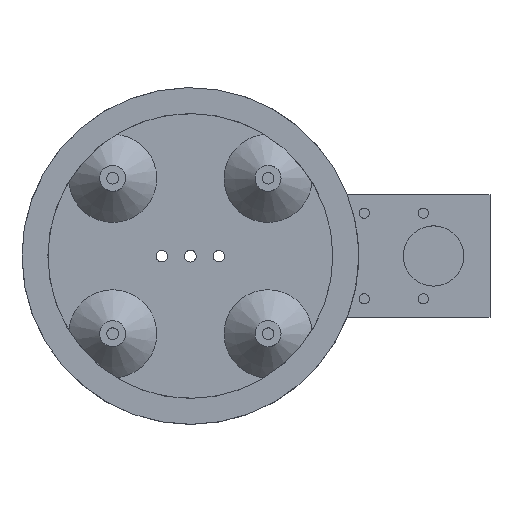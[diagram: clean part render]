
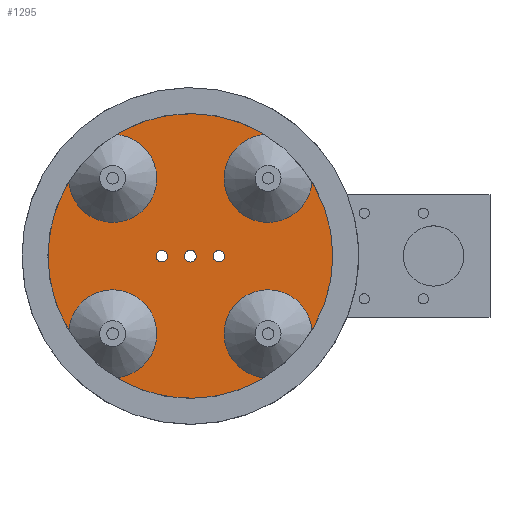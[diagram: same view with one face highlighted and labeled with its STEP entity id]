
A CAD part, top view. The second image highlights one B-rep face of the part: STEP entity #1295.
In plain terms, the highlighted planar face has unit normal (0, 0, 1).
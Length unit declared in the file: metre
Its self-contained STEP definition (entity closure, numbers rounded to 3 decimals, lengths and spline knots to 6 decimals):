
#62=PLANE('',#1458);
#460=ORIENTED_EDGE('',*,*,#722,.T.);
#461=ORIENTED_EDGE('',*,*,#723,.T.);
#462=ORIENTED_EDGE('',*,*,#724,.T.);
#463=ORIENTED_EDGE('',*,*,#725,.T.);
#464=ORIENTED_EDGE('',*,*,#726,.T.);
#465=ORIENTED_EDGE('',*,*,#727,.T.);
#466=ORIENTED_EDGE('',*,*,#728,.T.);
#467=ORIENTED_EDGE('',*,*,#729,.T.);
#468=ORIENTED_EDGE('',*,*,#730,.T.);
#469=ORIENTED_EDGE('',*,*,#731,.T.);
#470=ORIENTED_EDGE('',*,*,#732,.F.);
#471=ORIENTED_EDGE('',*,*,#733,.F.);
#472=ORIENTED_EDGE('',*,*,#734,.F.);
#722=EDGE_CURVE('',#850,#865,#953,.T.);
#723=EDGE_CURVE('',#865,#866,#954,.T.);
#724=EDGE_CURVE('',#866,#867,#955,.T.);
#725=EDGE_CURVE('',#867,#868,#956,.T.);
#726=EDGE_CURVE('',#868,#869,#957,.T.);
#727=EDGE_CURVE('',#869,#870,#958,.T.);
#728=EDGE_CURVE('',#870,#871,#959,.T.);
#729=EDGE_CURVE('',#871,#872,#960,.T.);
#730=EDGE_CURVE('',#872,#851,#961,.T.);
#731=EDGE_CURVE('',#851,#850,#962,.T.);
#732=EDGE_CURVE('',#873,#873,#963,.T.);
#733=EDGE_CURVE('',#874,#874,#964,.T.);
#734=EDGE_CURVE('',#875,#875,#965,.T.);
#850=VERTEX_POINT('',#2162);
#851=VERTEX_POINT('',#2166);
#865=VERTEX_POINT('',#2206);
#866=VERTEX_POINT('',#2208);
#867=VERTEX_POINT('',#2210);
#868=VERTEX_POINT('',#2212);
#869=VERTEX_POINT('',#2214);
#870=VERTEX_POINT('',#2216);
#871=VERTEX_POINT('',#2218);
#872=VERTEX_POINT('',#2220);
#873=VERTEX_POINT('',#2224);
#874=VERTEX_POINT('',#2226);
#875=VERTEX_POINT('',#2228);
#953=CIRCLE('',#1459,0.037428);
#954=CIRCLE('',#1460,0.010795);
#955=CIRCLE('',#1461,0.037428);
#956=CIRCLE('',#1462,0.010795);
#957=CIRCLE('',#1463,0.037428);
#958=CIRCLE('',#1464,0.010795);
#959=CIRCLE('',#1465,0.037428);
#960=CIRCLE('',#1466,0.010795);
#961=CIRCLE('',#1467,0.037428);
#962=CIRCLE('',#1468,0.037428);
#963=CIRCLE('',#1469,0.00145);
#964=CIRCLE('',#1470,0.001425);
#965=CIRCLE('',#1471,0.001425);
#1042=EDGE_LOOP('',(#460,#461,#462,#463,#464,#465,#466,#467,#468,#469));
#1043=EDGE_LOOP('',(#470));
#1044=EDGE_LOOP('',(#471));
#1045=EDGE_LOOP('',(#472));
#1166=FACE_BOUND('',#1042,.T.);
#1167=FACE_BOUND('',#1043,.T.);
#1168=FACE_BOUND('',#1044,.T.);
#1169=FACE_BOUND('',#1045,.T.);
#1295=ADVANCED_FACE('',(#1166,#1167,#1168,#1169),#62,.T.);
#1458=AXIS2_PLACEMENT_3D('',#2204,#1790,#1791);
#1459=AXIS2_PLACEMENT_3D('',#2205,#1792,#1793);
#1460=AXIS2_PLACEMENT_3D('',#2207,#1794,#1795);
#1461=AXIS2_PLACEMENT_3D('',#2209,#1796,#1797);
#1462=AXIS2_PLACEMENT_3D('',#2211,#1798,#1799);
#1463=AXIS2_PLACEMENT_3D('',#2213,#1800,#1801);
#1464=AXIS2_PLACEMENT_3D('',#2215,#1802,#1803);
#1465=AXIS2_PLACEMENT_3D('',#2217,#1804,#1805);
#1466=AXIS2_PLACEMENT_3D('',#2219,#1806,#1807);
#1467=AXIS2_PLACEMENT_3D('',#2221,#1808,#1809);
#1468=AXIS2_PLACEMENT_3D('',#2222,#1810,#1811);
#1469=AXIS2_PLACEMENT_3D('',#2223,#1812,#1813);
#1470=AXIS2_PLACEMENT_3D('',#2225,#1814,#1815);
#1471=AXIS2_PLACEMENT_3D('',#2227,#1816,#1817);
#1790=DIRECTION('',(0.,0.,1.));
#1791=DIRECTION('',(1.,0.,0.));
#1792=DIRECTION('',(0.,0.,1.));
#1793=DIRECTION('',(1.,0.,0.));
#1794=DIRECTION('',(0.,0.,-1.));
#1795=DIRECTION('',(1.,0.,0.));
#1796=DIRECTION('',(0.,0.,1.));
#1797=DIRECTION('',(1.,0.,0.));
#1798=DIRECTION('',(0.,0.,-1.));
#1799=DIRECTION('',(1.,0.,0.));
#1800=DIRECTION('',(0.,0.,1.));
#1801=DIRECTION('',(1.,0.,0.));
#1802=DIRECTION('',(0.,0.,-1.));
#1803=DIRECTION('',(1.,0.,0.));
#1804=DIRECTION('',(0.,0.,1.));
#1805=DIRECTION('',(1.,0.,0.));
#1806=DIRECTION('',(0.,0.,-1.));
#1807=DIRECTION('',(1.,0.,0.));
#1808=DIRECTION('',(0.,0.,1.));
#1809=DIRECTION('',(1.,0.,0.));
#1810=DIRECTION('',(0.,0.,1.));
#1811=DIRECTION('',(1.,0.,0.));
#1812=DIRECTION('',(0.,0.,1.));
#1813=DIRECTION('',(1.,0.,0.));
#1814=DIRECTION('',(0.,0.,1.));
#1815=DIRECTION('',(1.,0.,0.));
#1816=DIRECTION('',(0.,0.,1.));
#1817=DIRECTION('',(1.,0.,0.));
#2162=CARTESIAN_POINT('',(-0.024648,-0.010721,-0.014196));
#2166=CARTESIAN_POINT('',(-0.02425,0.010546,-0.014196));
#2204=CARTESIAN_POINT('',(0.,0.,-0.014196));
#2205=CARTESIAN_POINT('',(0.01143,-0.000758,-0.014196));
#2206=CARTESIAN_POINT('',(-0.01708,-0.025007,-0.014196));
#2207=CARTESIAN_POINT('',(-0.00762,-0.019808,-0.014196));
#2208=CARTESIAN_POINT('',(-0.012819,-0.029269,-0.014196));
#2209=CARTESIAN_POINT('',(0.01143,-0.000758,-0.014196));
#2210=CARTESIAN_POINT('',(0.035679,-0.029269,-0.014196));
#2211=CARTESIAN_POINT('',(0.03048,-0.019808,-0.014196));
#2212=CARTESIAN_POINT('',(0.03994,-0.025007,-0.014196));
#2213=CARTESIAN_POINT('',(0.01143,-0.000758,-0.014196));
#2214=CARTESIAN_POINT('',(0.03994,0.023491,-0.014196));
#2215=CARTESIAN_POINT('',(0.03048,0.018292,-0.014196));
#2216=CARTESIAN_POINT('',(0.035679,0.027752,-0.014196));
#2217=CARTESIAN_POINT('',(0.01143,-0.000758,-0.014196));
#2218=CARTESIAN_POINT('',(-0.012819,0.027752,-0.014196));
#2219=CARTESIAN_POINT('',(-0.00762,0.018292,-0.014196));
#2220=CARTESIAN_POINT('',(-0.01708,0.023491,-0.014196));
#2221=CARTESIAN_POINT('',(0.01143,-0.000758,-0.014196));
#2222=CARTESIAN_POINT('',(0.01143,-0.000758,-0.014196));
#2223=CARTESIAN_POINT('',(0.01143,-0.000758,-0.014196));
#2224=CARTESIAN_POINT('',(0.01288,-0.000758,-0.014196));
#2225=CARTESIAN_POINT('',(0.01843,-0.000758,-0.014196));
#2226=CARTESIAN_POINT('',(0.019855,-0.000758,-0.014196));
#2227=CARTESIAN_POINT('',(0.00443,-0.000758,-0.014196));
#2228=CARTESIAN_POINT('',(0.005855,-0.000758,-0.014196));
